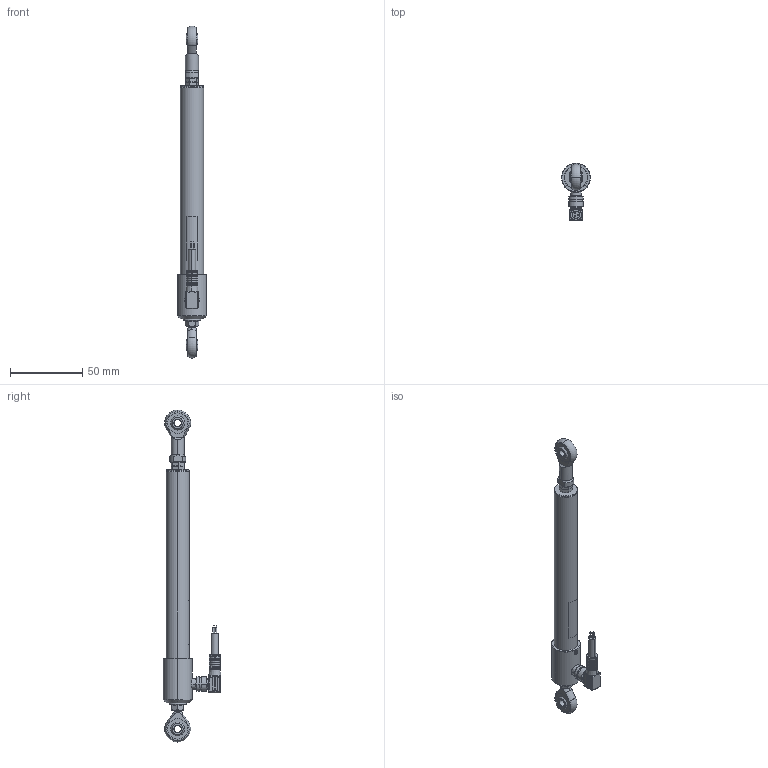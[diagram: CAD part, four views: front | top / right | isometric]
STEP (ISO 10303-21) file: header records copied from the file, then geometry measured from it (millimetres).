
FILE_DESCRIPTION (( 'STEP AP214' ), '1' );
FILE_NAME ('TX2_0100_Stecker_ein.STEP', '2011-01-17T13:45:08', ( 'novotechnik' ), ( 'novotechnik' ), 'SwSTEP 2.0', 'SolidWorks 2010', '' );
FILE_SCHEMA (( 'AUTOMOTIVE_DESIGN' ));
Length unit declared in the file: millimetre
Products named in the file (1): TX2_0100_Stecker_ein
Bounding box: 20 x 39.8 x 229.07 mm (x, y, z)
Surface area: 14363.3 mm2 (no closed solid volume)
Topology: 0 solids, 14 shells, 448 faces, 1198 edges, 740 vertices
Faces by surface type: cylinder 166, plane 150, torus 48, cone 42, bspline 38, sphere 4
Entity records: 19994 total; most frequent: CARTESIAN_POINT 4415, DIRECTION 2224, ORIENTED_EDGE 2164, EDGE_CURVE 1176, AXIS2_PLACEMENT_3D 895, VERTEX_POINT 734, CIRCLE 484, EDGE_LOOP 483
